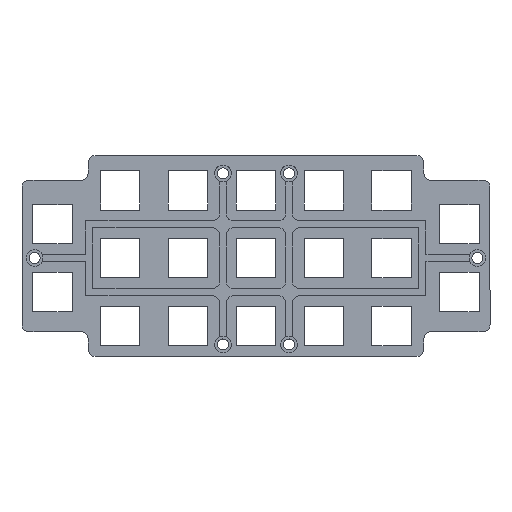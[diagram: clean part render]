
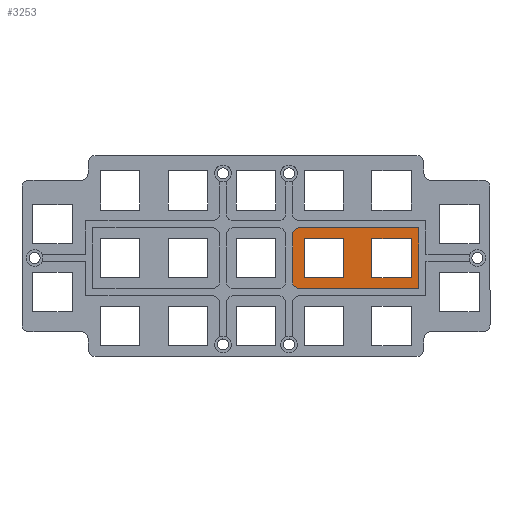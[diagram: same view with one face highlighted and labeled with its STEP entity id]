
A CAD part, front view. The second image highlights one B-rep face of the part: STEP entity #3253.
In plain terms, the highlighted planar face has unit normal (0, -1, 0).
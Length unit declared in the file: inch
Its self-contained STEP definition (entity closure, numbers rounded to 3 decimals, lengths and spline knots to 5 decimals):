
#32 = AXIS2_PLACEMENT_3D ( 'NONE', #1820, #6200, #901 ) ;
#80 = CARTESIAN_POINT ( 'NONE',  ( 3.02402, 0., -1.03357 ) ) ;
#122 = CARTESIAN_POINT ( 'NONE',  ( 4.05908, 0., -1.18707 ) ) ;
#147 = DIRECTION ( 'NONE',  ( 1., 0., 0. ) ) ;
#181 = CIRCLE ( 'NONE', #1994, 0.1 ) ;
#189 = CARTESIAN_POINT ( 'NONE',  ( 3.02402, 0., -1.80357 ) ) ;
#241 = DIRECTION ( 'NONE',  ( 0., 0., -1. ) ) ;
#288 = EDGE_CURVE ( 'NONE', #5171, #4828, #4567, .T. ) ;
#327 = CARTESIAN_POINT ( 'NONE',  ( 3.02402, 0., -1.90357 ) ) ;
#338 = ORIENTED_EDGE ( 'NONE', *, *, #2046, .T. ) ;
#360 = CARTESIAN_POINT ( 'NONE',  ( 3.65207, 0., -1.18707 ) ) ;
#394 = FACE_BOUND ( 'NONE', #2979, .T. ) ;
#458 = PLANE ( 'NONE',  #32 ) ;
#467 = EDGE_CURVE ( 'NONE', #3710, #3209, #2947, .T. ) ;
#491 = LINE ( 'NONE', #5341, #924 ) ;
#607 = EDGE_CURVE ( 'NONE', #3539, #4040, #2043, .T. ) ;
#623 = DIRECTION ( 'NONE',  ( 0., 0., -1. ) ) ;
#734 = CARTESIAN_POINT ( 'NONE',  ( 3.08908, 0., -1.75007 ) ) ;
#764 = ORIENTED_EDGE ( 'NONE', *, *, #3280, .T. ) ;
#887 = CARTESIAN_POINT ( 'NONE',  ( 4.73223, 0., -1.90357 ) ) ;
#901 = DIRECTION ( 'NONE',  ( 0., 0., 1. ) ) ;
#924 = VECTOR ( 'NONE', #2521, 39.37008 ) ;
#1132 = CARTESIAN_POINT ( 'NONE',  ( 3.65207, 0., -1.75007 ) ) ;
#1159 = CARTESIAN_POINT ( 'NONE',  ( 2.92402, 0., -1.13357 ) ) ;
#1190 = ORIENTED_EDGE ( 'NONE', *, *, #1870, .T. ) ;
#1233 = DIRECTION ( 'NONE',  ( 0., 0., -1. ) ) ;
#1321 = ORIENTED_EDGE ( 'NONE', *, *, #1836, .T. ) ;
#1467 = EDGE_CURVE ( 'NONE', #4515, #3539, #181, .T. ) ;
#1701 = EDGE_CURVE ( 'NONE', #3802, #2686, #6233, .T. ) ;
#1734 = CARTESIAN_POINT ( 'NONE',  ( 4.62207, 0., -1.18707 ) ) ;
#1816 = VECTOR ( 'NONE', #4399, 39.37008 ) ;
#1820 = CARTESIAN_POINT ( 'NONE',  ( 5.64803, 0., -0.45433 ) ) ;
#1823 = CARTESIAN_POINT ( 'NONE',  ( 4.05908, 0., -1.18707 ) ) ;
#1836 = EDGE_CURVE ( 'NONE', #4040, #3411, #491, .T. ) ;
#1843 = VECTOR ( 'NONE', #4063, 39.37008 ) ;
#1848 = VECTOR ( 'NONE', #1233, 39.37008 ) ;
#1870 = EDGE_CURVE ( 'NONE', #4531, #3586, #4266, .T. ) ;
#1955 = ORIENTED_EDGE ( 'NONE', *, *, #1467, .T. ) ;
#1994 = AXIS2_PLACEMENT_3D ( 'NONE', #189, #2659, #623 ) ;
#2004 = EDGE_CURVE ( 'NONE', #4828, #3802, #2114, .T. ) ;
#2043 = LINE ( 'NONE', #3070, #5564 ) ;
#2046 = EDGE_CURVE ( 'NONE', #5259, #3710, #2840, .T. ) ;
#2114 = LINE ( 'NONE', #5977, #3569 ) ;
#2122 = CARTESIAN_POINT ( 'NONE',  ( 3.65207, 0., -1.18707 ) ) ;
#2178 = DIRECTION ( 'NONE',  ( 0., -1., 0. ) ) ;
#2195 = VECTOR ( 'NONE', #4628, 39.37008 ) ;
#2356 = VECTOR ( 'NONE', #241, 39.37008 ) ;
#2414 = CARTESIAN_POINT ( 'NONE',  ( 2.92402, 0., -1.80357 ) ) ;
#2521 = DIRECTION ( 'NONE',  ( 0., 0., 1. ) ) ;
#2541 = VECTOR ( 'NONE', #4166, 39.37008 ) ;
#2608 = CARTESIAN_POINT ( 'NONE',  ( 4.05908, 0., -1.75007 ) ) ;
#2651 = CARTESIAN_POINT ( 'NONE',  ( 3.02402, 0., -1.13357 ) ) ;
#2659 = DIRECTION ( 'NONE',  ( 0., -1., 0. ) ) ;
#2678 = CARTESIAN_POINT ( 'NONE',  ( 4.05908, 0., -1.18707 ) ) ;
#2686 = VERTEX_POINT ( 'NONE', #122 ) ;
#2687 = EDGE_CURVE ( 'NONE', #3209, #5011, #4500, .T. ) ;
#2698 = CARTESIAN_POINT ( 'NONE',  ( 4.62207, 0., -1.75007 ) ) ;
#2840 = LINE ( 'NONE', #5212, #6192 ) ;
#2947 = LINE ( 'NONE', #3487, #1816 ) ;
#2979 = EDGE_LOOP ( 'NONE', ( #3978, #3646, #3613, #5577 ) ) ;
#3070 = CARTESIAN_POINT ( 'NONE',  ( 4.73223, 0., -1.90357 ) ) ;
#3209 = VERTEX_POINT ( 'NONE', #360 ) ;
#3231 = ORIENTED_EDGE ( 'NONE', *, *, #467, .T. ) ;
#3253 = ADVANCED_FACE ( 'NONE', ( #5691, #3324, #394 ), #458, .F. ) ;
#3280 = EDGE_CURVE ( 'NONE', #3411, #4531, #3542, .T. ) ;
#3324 = FACE_BOUND ( 'NONE', #4077, .T. ) ;
#3411 = VERTEX_POINT ( 'NONE', #4928 ) ;
#3428 = EDGE_CURVE ( 'NONE', #3586, #4515, #5117, .T. ) ;
#3487 = CARTESIAN_POINT ( 'NONE',  ( 3.08908, 0., -1.18707 ) ) ;
#3539 = VERTEX_POINT ( 'NONE', #327 ) ;
#3542 = LINE ( 'NONE', #80, #5394 ) ;
#3569 = VECTOR ( 'NONE', #4054, 39.37008 ) ;
#3586 = VERTEX_POINT ( 'NONE', #4732 ) ;
#3609 = DIRECTION ( 'NONE',  ( 0., 0., -1. ) ) ;
#3613 = ORIENTED_EDGE ( 'NONE', *, *, #2004, .T. ) ;
#3646 = ORIENTED_EDGE ( 'NONE', *, *, #288, .T. ) ;
#3649 = ORIENTED_EDGE ( 'NONE', *, *, #2687, .T. ) ;
#3710 = VERTEX_POINT ( 'NONE', #4953 ) ;
#3724 = LINE ( 'NONE', #2678, #2541 ) ;
#3802 = VERTEX_POINT ( 'NONE', #2608 ) ;
#3857 = CARTESIAN_POINT ( 'NONE',  ( 3.08908, 0., -1.75007 ) ) ;
#3978 = ORIENTED_EDGE ( 'NONE', *, *, #4388, .T. ) ;
#4040 = VERTEX_POINT ( 'NONE', #887 ) ;
#4054 = DIRECTION ( 'NONE',  ( -1., 0., 0. ) ) ;
#4063 = DIRECTION ( 'NONE',  ( 0., 0., -1. ) ) ;
#4077 = EDGE_LOOP ( 'NONE', ( #3231, #3649, #5215, #338 ) ) ;
#4146 = CARTESIAN_POINT ( 'NONE',  ( 4.62207, 0., -1.18707 ) ) ;
#4166 = DIRECTION ( 'NONE',  ( 1., 0., 0. ) ) ;
#4266 = CIRCLE ( 'NONE', #5482, 0.1 ) ;
#4348 = CARTESIAN_POINT ( 'NONE',  ( 3.02402, 0., -1.03357 ) ) ;
#4388 = EDGE_CURVE ( 'NONE', #2686, #5171, #3724, .T. ) ;
#4393 = DIRECTION ( 'NONE',  ( -1., 0., 0. ) ) ;
#4399 = DIRECTION ( 'NONE',  ( 1., 0., 0. ) ) ;
#4450 = ORIENTED_EDGE ( 'NONE', *, *, #607, .T. ) ;
#4500 = LINE ( 'NONE', #2122, #1843 ) ;
#4515 = VERTEX_POINT ( 'NONE', #2414 ) ;
#4531 = VERTEX_POINT ( 'NONE', #4348 ) ;
#4567 = LINE ( 'NONE', #1734, #1848 ) ;
#4604 = LINE ( 'NONE', #734, #2195 ) ;
#4628 = DIRECTION ( 'NONE',  ( -1., 0., 0. ) ) ;
#4732 = CARTESIAN_POINT ( 'NONE',  ( 2.92402, 0., -1.13357 ) ) ;
#4766 = DIRECTION ( 'NONE',  ( 0., 0., 1. ) ) ;
#4828 = VERTEX_POINT ( 'NONE', #2698 ) ;
#4834 = EDGE_CURVE ( 'NONE', #5011, #5259, #4604, .T. ) ;
#4928 = CARTESIAN_POINT ( 'NONE',  ( 4.73223, 0., -1.03357 ) ) ;
#4953 = CARTESIAN_POINT ( 'NONE',  ( 3.08908, 0., -1.18707 ) ) ;
#5011 = VERTEX_POINT ( 'NONE', #1132 ) ;
#5117 = LINE ( 'NONE', #1159, #2356 ) ;
#5171 = VERTEX_POINT ( 'NONE', #4146 ) ;
#5212 = CARTESIAN_POINT ( 'NONE',  ( 3.08908, 0., -1.18707 ) ) ;
#5215 = ORIENTED_EDGE ( 'NONE', *, *, #4834, .T. ) ;
#5259 = VERTEX_POINT ( 'NONE', #3857 ) ;
#5341 = CARTESIAN_POINT ( 'NONE',  ( 4.73223, 0., -1.41574 ) ) ;
#5394 = VECTOR ( 'NONE', #4393, 39.37008 ) ;
#5482 = AXIS2_PLACEMENT_3D ( 'NONE', #2651, #2178, #3609 ) ;
#5564 = VECTOR ( 'NONE', #147, 39.37008 ) ;
#5577 = ORIENTED_EDGE ( 'NONE', *, *, #1701, .T. ) ;
#5691 = FACE_OUTER_BOUND ( 'NONE', #6108, .T. ) ;
#5775 = ORIENTED_EDGE ( 'NONE', *, *, #3428, .T. ) ;
#5977 = CARTESIAN_POINT ( 'NONE',  ( 4.05908, 0., -1.75007 ) ) ;
#6108 = EDGE_LOOP ( 'NONE', ( #1321, #764, #1190, #5775, #1955, #4450 ) ) ;
#6138 = DIRECTION ( 'NONE',  ( 0., 0., 1. ) ) ;
#6141 = VECTOR ( 'NONE', #6138, 39.37008 ) ;
#6192 = VECTOR ( 'NONE', #4766, 39.37008 ) ;
#6200 = DIRECTION ( 'NONE',  ( 0., 1., 0. ) ) ;
#6233 = LINE ( 'NONE', #1823, #6141 ) ;
